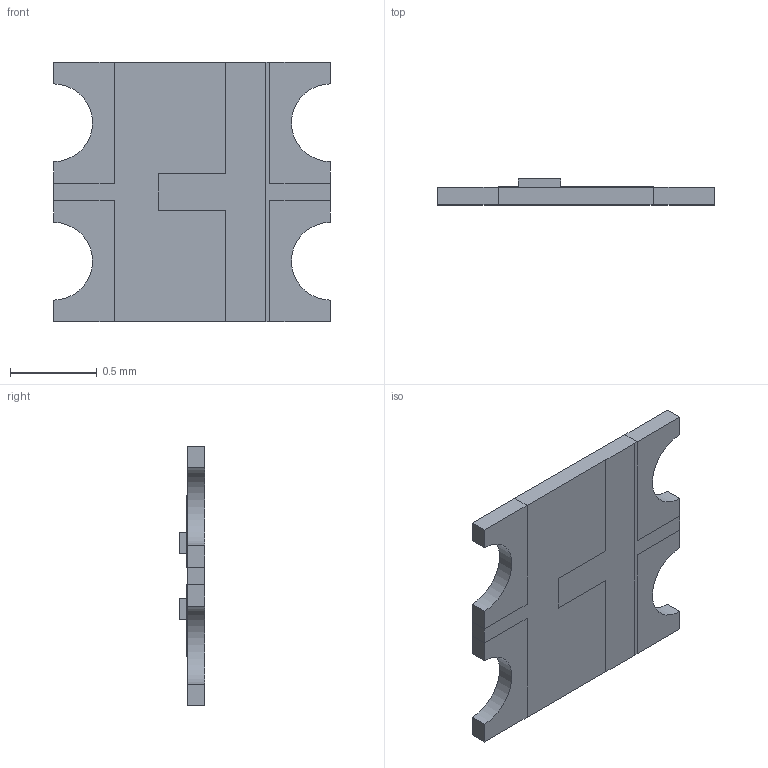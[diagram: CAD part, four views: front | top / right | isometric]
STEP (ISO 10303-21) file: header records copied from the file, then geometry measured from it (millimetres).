
FILE_DESCRIPTION (( 'STEP AP214' ), '1' );
FILE_NAME ('酴蟯邧伎LED.STEP', '2023-04-08T14:33:21', ( '' ), ( '' ), 'SwSTEP 2.0', 'SolidWorks 2023', '' );
FILE_SCHEMA (( 'AUTOMOTIVE_DESIGN' ));
Length unit declared in the file: millimetre
Products named in the file (1): 黄绿双色LED
Bounding box: 1.6 x 0.15 x 1.5 mm (x, y, z)
Volume: 0.2 mm3; surface area: 6.6 mm2
Topology: 11 solids, 11 shells, 90 faces, 208 edges, 140 vertices
Faces by surface type: plane 86, cylinder 4
Entity records: 3649 total; most frequent: CARTESIAN_POINT 529, ORIENTED_EDGE 416, DIRECTION 392, EDGE_CURVE 208, VECTOR 194, LINE 194, VERTEX_POINT 140, AXIS2_PLACEMENT_3D 99
